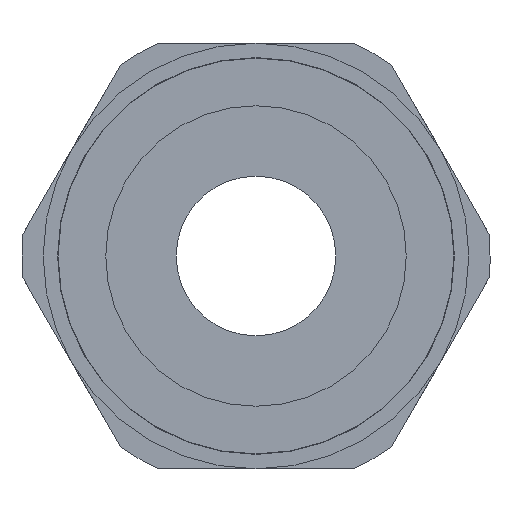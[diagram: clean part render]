
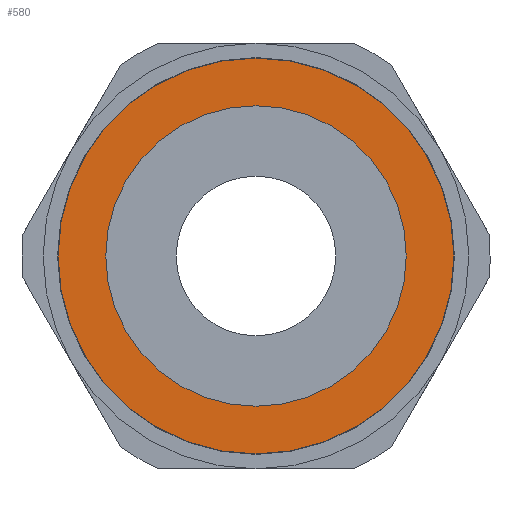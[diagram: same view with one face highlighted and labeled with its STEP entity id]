
A CAD part, front view. The second image highlights one B-rep face of the part: STEP entity #580.
In plain terms, the highlighted planar face has unit normal (0, -1, 0).
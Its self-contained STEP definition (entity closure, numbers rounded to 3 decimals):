
#55 = CARTESIAN_POINT ( 'NONE',  ( 0., -42.85, 0. ) ) ;
#64 = CARTESIAN_POINT ( 'NONE',  ( 0., -42.85, 9.3 ) ) ;
#76 = EDGE_CURVE ( 'NONE', #533, #1090, #938, .T. ) ;
#126 = EDGE_LOOP ( 'NONE', ( #757, #1369 ) ) ;
#166 = DIRECTION ( 'NONE',  ( 0., -1., 0. ) ) ;
#183 = DIRECTION ( 'NONE',  ( 0., 0., -1. ) ) ;
#202 = ORIENTED_EDGE ( 'NONE', *, *, #76, .T. ) ;
#231 = DIRECTION ( 'NONE',  ( 0., -1., 0. ) ) ;
#390 = DIRECTION ( 'NONE',  ( 0., -1., 0. ) ) ;
#457 = CARTESIAN_POINT ( 'NONE',  ( 0., -42.85, 0. ) ) ;
#473 = CARTESIAN_POINT ( 'NONE',  ( 0., -42.85, -7.06 ) ) ;
#507 = ORIENTED_EDGE ( 'NONE', *, *, #1197, .T. ) ;
#509 = CARTESIAN_POINT ( 'NONE',  ( 0., -42.85, -9.3 ) ) ;
#533 = VERTEX_POINT ( 'NONE', #64 ) ;
#551 = CIRCLE ( 'NONE', #1315, 7.06 ) ;
#580 = ADVANCED_FACE ( 'NONE', ( #1226, #1503 ), #773, .T. ) ;
#581 = DIRECTION ( 'NONE',  ( 0., 0., -1. ) ) ;
#656 = EDGE_CURVE ( 'NONE', #1437, #1528, #551, .T. ) ;
#695 = EDGE_LOOP ( 'NONE', ( #202, #507 ) ) ;
#757 = ORIENTED_EDGE ( 'NONE', *, *, #1339, .F. ) ;
#773 = PLANE ( 'NONE',  #969 ) ;
#823 = AXIS2_PLACEMENT_3D ( 'NONE', #957, #231, #1081 ) ;
#884 = CARTESIAN_POINT ( 'NONE',  ( 0., -42.85, 7.06 ) ) ;
#896 = CARTESIAN_POINT ( 'NONE',  ( 0., -42.85, 0. ) ) ;
#916 = DIRECTION ( 'NONE',  ( 0., -1., 0. ) ) ;
#938 = CIRCLE ( 'NONE', #823, 9.3 ) ;
#957 = CARTESIAN_POINT ( 'NONE',  ( 0., -42.85, 0. ) ) ;
#969 = AXIS2_PLACEMENT_3D ( 'NONE', #896, #166, #1019 ) ;
#1019 = DIRECTION ( 'NONE',  ( 0., 0., -1. ) ) ;
#1027 = CIRCLE ( 'NONE', #1547, 9.3 ) ;
#1081 = DIRECTION ( 'NONE',  ( 0., 0., -1. ) ) ;
#1090 = VERTEX_POINT ( 'NONE', #509 ) ;
#1145 = CARTESIAN_POINT ( 'NONE',  ( 0., -42.85, 0. ) ) ;
#1197 = EDGE_CURVE ( 'NONE', #1090, #533, #1027, .T. ) ;
#1226 = FACE_OUTER_BOUND ( 'NONE', #695, .T. ) ;
#1241 = CIRCLE ( 'NONE', #1306, 7.06 ) ;
#1276 = DIRECTION ( 'NONE',  ( 0., 0., -1. ) ) ;
#1306 = AXIS2_PLACEMENT_3D ( 'NONE', #457, #1323, #581 ) ;
#1315 = AXIS2_PLACEMENT_3D ( 'NONE', #55, #916, #183 ) ;
#1323 = DIRECTION ( 'NONE',  ( 0., -1., 0. ) ) ;
#1339 = EDGE_CURVE ( 'NONE', #1528, #1437, #1241, .T. ) ;
#1369 = ORIENTED_EDGE ( 'NONE', *, *, #656, .F. ) ;
#1437 = VERTEX_POINT ( 'NONE', #473 ) ;
#1503 = FACE_BOUND ( 'NONE', #126, .T. ) ;
#1528 = VERTEX_POINT ( 'NONE', #884 ) ;
#1547 = AXIS2_PLACEMENT_3D ( 'NONE', #1145, #390, #1276 ) ;
